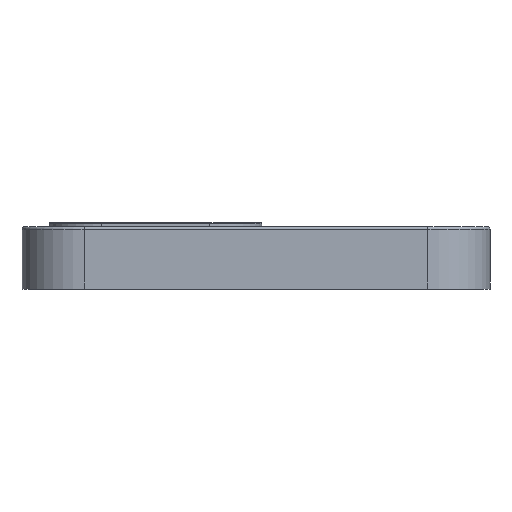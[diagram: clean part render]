
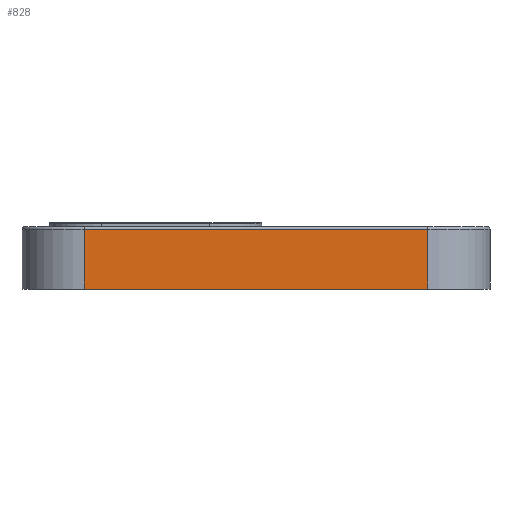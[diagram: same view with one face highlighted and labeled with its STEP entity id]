
A CAD part, left-side view. The second image highlights one B-rep face of the part: STEP entity #828.
In plain terms, the highlighted planar face has unit normal (-1, 0, 0).
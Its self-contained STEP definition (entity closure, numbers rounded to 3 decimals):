
#789=CARTESIAN_POINT('',(473.827,929.397,-59.));
#790=DIRECTION('',(-1.,0.,0.));
#791=DIRECTION('',(0.,0.,1.));
#792=AXIS2_PLACEMENT_3D('',#789,#790,#791);
#793=PLANE('',#792);
#794=CARTESIAN_POINT('',(473.827,899.297,-23.9));
#795=VERTEX_POINT('',#794);
#796=CARTESIAN_POINT('',(473.827,899.297,-13.4));
#797=VERTEX_POINT('',#796);
#798=CARTESIAN_POINT('',(473.827,899.297,-23.9));
#799=DIRECTION('',(0.,0.,1.));
#800=VECTOR('',#799,10.5);
#801=LINE('',#798,#800);
#802=EDGE_CURVE('',#795,#797,#801,.T.);
#803=ORIENTED_EDGE('',*,*,#802,.T.);
#804=CARTESIAN_POINT('',(473.827,959.497,-13.4));
#805=VERTEX_POINT('',#804);
#806=CARTESIAN_POINT('',(473.827,899.297,-13.4));
#807=DIRECTION('',(-0.,1.,-0.));
#808=VECTOR('',#807,60.2);
#809=LINE('',#806,#808);
#810=EDGE_CURVE('',#797,#805,#809,.T.);
#811=ORIENTED_EDGE('',*,*,#810,.T.);
#812=CARTESIAN_POINT('',(473.827,959.497,-23.9));
#813=VERTEX_POINT('',#812);
#814=CARTESIAN_POINT('',(473.827,959.497,-13.4));
#815=DIRECTION('',(-0.,-0.,-1.));
#816=VECTOR('',#815,10.5);
#817=LINE('',#814,#816);
#818=EDGE_CURVE('',#805,#813,#817,.T.);
#819=ORIENTED_EDGE('',*,*,#818,.T.);
#820=CARTESIAN_POINT('',(473.827,959.497,-23.9));
#821=DIRECTION('',(0.,-1.,0.));
#822=VECTOR('',#821,60.2);
#823=LINE('',#820,#822);
#824=EDGE_CURVE('',#813,#795,#823,.T.);
#825=ORIENTED_EDGE('',*,*,#824,.T.);
#826=EDGE_LOOP('',(#803,#811,#819,#825));
#827=FACE_BOUND('',#826,.T.);
#828=ADVANCED_FACE('',(#827),#793,.T.);
